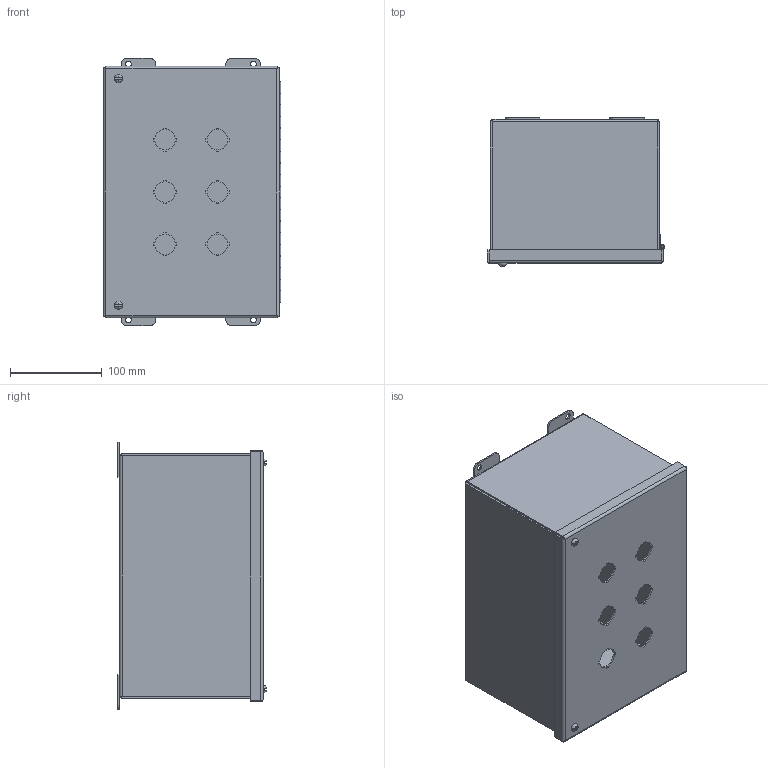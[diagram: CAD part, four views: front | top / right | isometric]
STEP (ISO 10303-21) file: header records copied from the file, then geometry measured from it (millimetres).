
FILE_DESCRIPTION (( 'STEP AP203' ), '1' );
FILE_NAME ('1489MP6_Default.step', '2019-11-12T19:37:59', ( '' ), ( '' ), 'SwSTEP 2.0', 'SolidWorks 2019', '' );
FILE_SCHEMA (( 'CONFIG_CONTROL_DESIGN' ));
Length unit declared in the file: inch
Products named in the file (1): 1489MP6_Default
Bounding box: 193.62 x 161.84 x 292.1 mm (x, y, z)
Volume: 603908.8 mm3; surface area: 631328.2 mm2
Topology: 19 solids, 19 shells, 660 faces, 1811 edges, 1161 vertices
Faces by surface type: plane 408, cylinder 194, cone 40, bspline 14, torus 4
Entity records: 21758 total; most frequent: CARTESIAN_POINT 4709, ORIENTED_EDGE 3602, DIRECTION 3493, EDGE_CURVE 1801, VECTOR 1219, LINE 1219, VERTEX_POINT 1161, AXIS2_PLACEMENT_3D 1137
